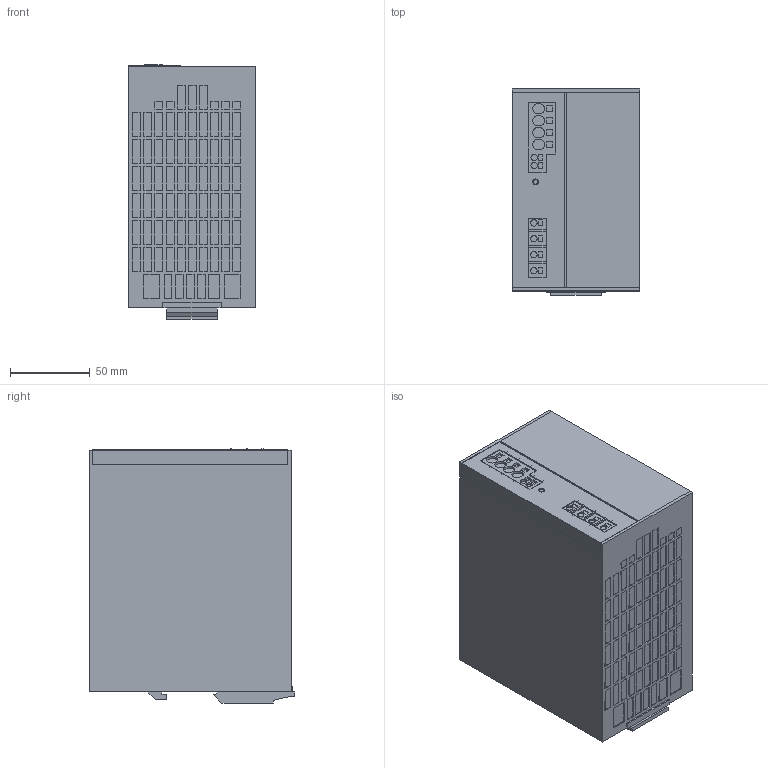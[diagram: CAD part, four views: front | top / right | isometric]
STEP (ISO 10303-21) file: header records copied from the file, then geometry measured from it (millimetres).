
FILE_DESCRIPTION(/* description */ ('Alibre Inc.'),/* implementation_level */ '2;1');
FILE_NAME(/* name */ 'export-FE1B8D22-7B0C-4260-B033-AFBDF55D6E38',/* time_stamp */ '2020-05-25T11:36:23+02:00',/* author */ (''),/* organization */ (''),/* preprocessor_version */ 'ST-DEVELOPER v17',/* originating_system */ 'Alibre',/* authorisation */ '');
FILE_SCHEMA (('AUTOMOTIVE_DESIGN'));
Length unit declared in the file: millimetre
Products named in the file (8): 215995; 171077; 215997
Bounding box: 80 x 129.3 x 159.8 mm (x, y, z)
Volume: 1547611.5 mm3; surface area: 121320 mm2
Topology: 6 solids, 6 shells, 960 faces, 2326 edges, 1550 vertices
Faces by surface type: plane 932, cylinder 28
Full cylindrical faces by diameter (mm): 3.6 x2
Entity records: 26731 total; most frequent: CARTESIAN_POINT 4835, ORIENTED_EDGE 4648, DIRECTION 3383, EDGE_CURVE 2324, VECTOR 2260, LINE 2260, VERTEX_POINT 1550, EDGE_LOOP 1146
